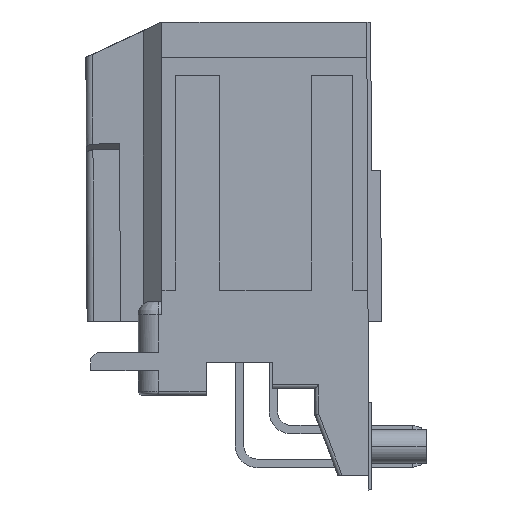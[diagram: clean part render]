
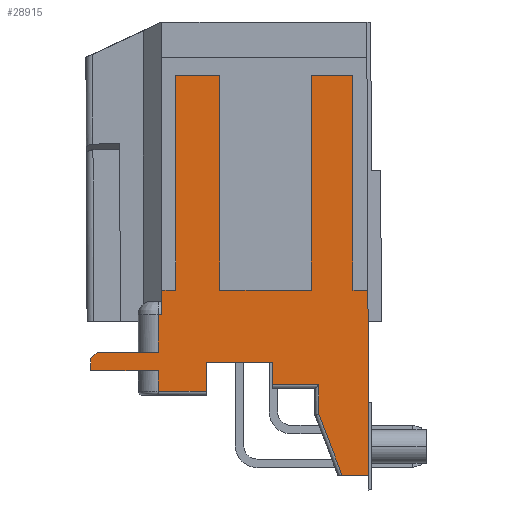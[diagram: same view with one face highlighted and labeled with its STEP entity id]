
A CAD part, left-side view. The second image highlights one B-rep face of the part: STEP entity #28915.
In plain terms, the highlighted planar face has unit normal (-1, 0, 0).
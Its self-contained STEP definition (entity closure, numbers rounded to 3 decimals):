
#3012=DIRECTION('',(0.,-1.,0.));
#3013=VECTOR('',#3012,0.276);
#3014=CARTESIAN_POINT('',(-90.055,48.736,
-20.1));
#3015=LINE('',#3014,#3013);
#3032=DIRECTION('',(0.,0.,1.));
#3033=VECTOR('',#3032,1.855);
#3034=CARTESIAN_POINT('',(-90.055,48.46,
-20.1));
#3035=LINE('',#3034,#3033);
#4058=DIRECTION('',(0.,1.,0.));
#4059=VECTOR('',#4058,1.958);
#4060=CARTESIAN_POINT('',(-90.055,32.954,-32.15));
#4061=LINE('',#4060,#4059);
#6227=DIRECTION('',(0.,1.,0.));
#6228=VECTOR('',#6227,5.099);
#6229=CARTESIAN_POINT('',(-90.055,48.717,-24.3));
#6230=LINE('',#6229,#6228);
#6323=DIRECTION('',(0.,1.,0.));
#6324=VECTOR('',#6323,3.591);
#6325=CARTESIAN_POINT('',(-90.055,45.121,
-25.85));
#6326=LINE('',#6325,#6324);
#6341=DIRECTION('',(0.,0.003,1.));
#6342=VECTOR('',#6341,1.55);
#6343=CARTESIAN_POINT('',(-90.055,48.712,
-25.85));
#6344=LINE('',#6343,#6342);
#6355=DIRECTION('',(0.,0.706,-0.709));
#6356=VECTOR('',#6355,0.705);
#6357=CARTESIAN_POINT('',(-90.055,53.321,-22.9));
#6358=LINE('',#6357,#6356);
#6359=DIRECTION('',(0.,1.,0.));
#6360=VECTOR('',#6359,4.597);
#6361=CARTESIAN_POINT('',(-90.055,48.724,-22.9));
#6362=LINE('',#6361,#6360);
#6363=DIRECTION('',(0.,-0.004,-1.));
#6364=VECTOR('',#6363,2.8);
#6365=CARTESIAN_POINT('',(-90.055,48.736,
-20.1));
#6366=LINE('',#6365,#6364);
#6367=DIRECTION('',(0.,1.,0.));
#6368=VECTOR('',#6367,1.03);
#6369=CARTESIAN_POINT('',(-90.055,47.43,
-18.245));
#6370=LINE('',#6369,#6368);
#6371=DIRECTION('',(0.,1.,0.));
#6372=VECTOR('',#6371,6.864);
#6373=CARTESIAN_POINT('',(-90.055,37.233,
-18.245));
#6374=LINE('',#6373,#6372);
#6375=DIRECTION('',(0.,1.,0.));
#6376=VECTOR('',#6375,1.121);
#6377=CARTESIAN_POINT('',(-90.055,32.975,
-18.245));
#6378=LINE('',#6377,#6376);
#6379=DIRECTION('',(0.,0.004,1.));
#6380=VECTOR('',#6379,8.468);
#6381=CARTESIAN_POINT('',(-90.055,32.938,
-26.713));
#6382=LINE('',#6381,#6380);
#6383=DIRECTION('',(0.,-1.,0.));
#6384=VECTOR('',#6383,0.016);
#6385=CARTESIAN_POINT('',(-90.055,32.954,
-26.713));
#6386=LINE('',#6385,#6384);
#6387=DIRECTION('',(0.,0.,1.));
#6388=VECTOR('',#6387,5.437);
#6389=CARTESIAN_POINT('',(-90.055,32.954,-32.15));
#6390=LINE('',#6389,#6388);
#6391=DIRECTION('',(0.,-0.357,-0.934));
#6392=VECTOR('',#6391,4.877);
#6393=CARTESIAN_POINT('',(-90.055,36.653,
-27.594));
#6394=LINE('',#6393,#6392);
#6395=DIRECTION('',(0.,-0.004,-1.));
#6396=VECTOR('',#6395,1.7);
#6397=CARTESIAN_POINT('',(-90.055,40.128,-23.65));
#6398=LINE('',#6397,#6396);
#6399=DIRECTION('',(0.,-0.004,1.));
#6400=VECTOR('',#6399,2.2);
#6401=CARTESIAN_POINT('',(-90.055,45.121,
-25.85));
#6402=LINE('',#6401,#6400);
#6407=DIRECTION('',(0.,0.003,1.));
#6408=VECTOR('',#6407,0.901);
#6409=CARTESIAN_POINT('',(-90.055,53.815,-24.3));
#6410=LINE('',#6409,#6408);
#6533=DIRECTION('',(0.,0.,-1.));
#6534=VECTOR('',#6533,16.15);
#6535=CARTESIAN_POINT('',(-90.055,44.097,
-2.096));
#6536=LINE('',#6535,#6534);
#6553=DIRECTION('',(0.,0.,1.));
#6554=VECTOR('',#6553,16.15);
#6555=CARTESIAN_POINT('',(-90.055,37.233,
-18.245));
#6556=LINE('',#6555,#6554);
#6557=DIRECTION('',(0.,-1.,0.));
#6558=VECTOR('',#6557,3.136);
#6559=CARTESIAN_POINT('',(-90.055,37.233,
-2.096));
#6560=LINE('',#6559,#6558);
#6565=DIRECTION('',(0.,0.,-1.));
#6566=VECTOR('',#6565,16.15);
#6567=CARTESIAN_POINT('',(-90.055,34.097,
-2.096));
#6568=LINE('',#6567,#6566);
#6581=DIRECTION('',(0.,-1.,0.));
#6582=VECTOR('',#6581,3.333);
#6583=CARTESIAN_POINT('',(-90.055,47.43,
-2.096));
#6584=LINE('',#6583,#6582);
#6589=DIRECTION('',(0.,0.,1.));
#6590=VECTOR('',#6589,16.15);
#6591=CARTESIAN_POINT('',(-90.055,47.43,
-18.245));
#6592=LINE('',#6591,#6590);
#6771=CARTESIAN_POINT('',(-90.055,34.912,-32.15));
#6795=DIRECTION('',(0.,0.004,1.));
#6796=VECTOR('',#6795,2.244);
#6797=CARTESIAN_POINT('',(-90.055,36.653,
-27.594));
#6798=LINE('',#6797,#6796);
#6812=DIRECTION('',(0.,1.,0.));
#6813=VECTOR('',#6812,3.458);
#6814=CARTESIAN_POINT('',(-90.055,36.663,-25.35));
#6815=LINE('',#6814,#6813);
#6861=DIRECTION('',(0.,1.,0.));
#6862=VECTOR('',#6861,4.983);
#6863=CARTESIAN_POINT('',(-90.055,40.128,-23.65));
#6864=LINE('',#6863,#6862);
#6875=CARTESIAN_POINT('',(-90.055,45.121,
-25.85));
#17524=VERTEX_POINT('',#6771);
#17525=CARTESIAN_POINT('',(-90.055,36.653,
-27.594));
#17526=VERTEX_POINT('',#17525);
#17569=CARTESIAN_POINT('',(-90.055,36.663,-25.35));
#17570=VERTEX_POINT('',#17569);
#18032=CARTESIAN_POINT('',(-90.055,32.975,
-18.245));
#18033=VERTEX_POINT('',#18032);
#18034=CARTESIAN_POINT('',(-90.055,32.938,
-26.713));
#18035=VERTEX_POINT('',#18034);
#19205=CARTESIAN_POINT('',(-90.055,48.736,
-20.1));
#19206=VERTEX_POINT('',#19205);
#19207=CARTESIAN_POINT('',(-90.055,48.46,
-20.1));
#19208=VERTEX_POINT('',#19207);
#19210=CARTESIAN_POINT('',(-90.055,48.711,
-25.85));
#19212=VERTEX_POINT('',#19210);
#19215=VERTEX_POINT('',#6875);
#19566=CARTESIAN_POINT('',(-90.055,48.46,
-18.245));
#19567=VERTEX_POINT('',#19566);
#19574=CARTESIAN_POINT('',(-90.055,48.717,-24.3));
#19575=CARTESIAN_POINT('',(-90.055,53.815,-24.3));
#19576=VERTEX_POINT('',#19574);
#19577=VERTEX_POINT('',#19575);
#19578=CARTESIAN_POINT('',(-90.055,45.111,-23.65));
#19579=VERTEX_POINT('',#19578);
#19580=CARTESIAN_POINT('',(-90.055,40.128,-23.65));
#19581=VERTEX_POINT('',#19580);
#19582=CARTESIAN_POINT('',(-90.055,40.121,-25.35));
#19583=VERTEX_POINT('',#19582);
#19584=CARTESIAN_POINT('',(-90.055,32.954,-32.15));
#19585=VERTEX_POINT('',#19584);
#19586=CARTESIAN_POINT('',(-90.055,32.954,
-26.713));
#19587=VERTEX_POINT('',#19586);
#19588=CARTESIAN_POINT('',(-90.055,34.097,
-18.245));
#19589=VERTEX_POINT('',#19588);
#19590=CARTESIAN_POINT('',(-90.055,34.097,
-2.096));
#19591=VERTEX_POINT('',#19590);
#19592=CARTESIAN_POINT('',(-90.055,37.233,
-2.096));
#19593=VERTEX_POINT('',#19592);
#19594=CARTESIAN_POINT('',(-90.055,37.233,
-18.245));
#19595=VERTEX_POINT('',#19594);
#19596=CARTESIAN_POINT('',(-90.055,44.097,
-18.245));
#19597=VERTEX_POINT('',#19596);
#19598=CARTESIAN_POINT('',(-90.055,44.097,
-2.096));
#19599=VERTEX_POINT('',#19598);
#19600=CARTESIAN_POINT('',(-90.055,47.43,
-2.096));
#19601=VERTEX_POINT('',#19600);
#19602=CARTESIAN_POINT('',(-90.055,47.43,
-18.245));
#19603=VERTEX_POINT('',#19602);
#19604=CARTESIAN_POINT('',(-90.055,48.724,-22.9));
#19605=VERTEX_POINT('',#19604);
#19606=CARTESIAN_POINT('',(-90.055,53.321,-22.9));
#19607=VERTEX_POINT('',#19606);
#19608=CARTESIAN_POINT('',(-90.055,53.818,
-23.399));
#19609=VERTEX_POINT('',#19608);
#28860=CARTESIAN_POINT('',(-90.055,54.341,
-1.344));
#28861=DIRECTION('',(-1.,0.,0.));
#28862=DIRECTION('',(0.,0.,-1.));
#28863=AXIS2_PLACEMENT_3D('',#28860,#28861,#28862);
#28864=PLANE('',#28863);
#28865=ORIENTED_EDGE('',*,*,#28691,.T.);
#28867=ORIENTED_EDGE('',*,*,#28866,.T.);
#28869=ORIENTED_EDGE('',*,*,#28868,.F.);
#28871=ORIENTED_EDGE('',*,*,#28870,.F.);
#28873=ORIENTED_EDGE('',*,*,#28872,.F.);
#28874=ORIENTED_EDGE('',*,*,#25879,.T.);
#28875=ORIENTED_EDGE('',*,*,#25902,.T.);
#28877=ORIENTED_EDGE('',*,*,#28876,.F.);
#28879=ORIENTED_EDGE('',*,*,#28878,.T.);
#28881=ORIENTED_EDGE('',*,*,#28880,.T.);
#28883=ORIENTED_EDGE('',*,*,#28882,.T.);
#28885=ORIENTED_EDGE('',*,*,#28884,.F.);
#28887=ORIENTED_EDGE('',*,*,#28886,.T.);
#28889=ORIENTED_EDGE('',*,*,#28888,.T.);
#28891=ORIENTED_EDGE('',*,*,#28890,.T.);
#28893=ORIENTED_EDGE('',*,*,#28892,.F.);
#28894=ORIENTED_EDGE('',*,*,#25937,.F.);
#28896=ORIENTED_EDGE('',*,*,#28895,.F.);
#28897=ORIENTED_EDGE('',*,*,#26704,.F.);
#28898=ORIENTED_EDGE('',*,*,#26950,.T.);
#28900=ORIENTED_EDGE('',*,*,#28899,.F.);
#28902=ORIENTED_EDGE('',*,*,#28901,.T.);
#28904=ORIENTED_EDGE('',*,*,#28903,.T.);
#28906=ORIENTED_EDGE('',*,*,#28905,.F.);
#28908=ORIENTED_EDGE('',*,*,#28907,.T.);
#28910=ORIENTED_EDGE('',*,*,#28909,.F.);
#28911=ORIENTED_EDGE('',*,*,#28805,.T.);
#28912=ORIENTED_EDGE('',*,*,#28852,.T.);
#28913=EDGE_LOOP('',(#28865,#28867,#28869,#28871,#28873,#28874,#28875,#28877,
#28879,#28881,#28883,#28885,#28887,#28889,#28891,#28893,#28894,#28896,#28897,
#28898,#28900,#28902,#28904,#28906,#28908,#28910,#28911,#28912));
#28914=FACE_OUTER_BOUND('',#28913,.F.);
#28915=ADVANCED_FACE('',(#28914),#28864,.T.);
#25879=EDGE_CURVE('',#19206,#19208,#3015,.T.);
#25902=EDGE_CURVE('',#19208,#19567,#3035,.T.);
#25937=EDGE_CURVE('',#18035,#18033,#6382,.T.);
#26704=EDGE_CURVE('',#19585,#19587,#6390,.T.);
#26950=EDGE_CURVE('',#19585,#17524,#4061,.T.);
#28691=EDGE_CURVE('',#19576,#19577,#6230,.T.);
#28805=EDGE_CURVE('',#19215,#19212,#6326,.T.);
#28852=EDGE_CURVE('',#19212,#19576,#6344,.T.);
#28866=EDGE_CURVE('',#19577,#19609,#6410,.T.);
#28868=EDGE_CURVE('',#19607,#19609,#6358,.T.);
#28870=EDGE_CURVE('',#19605,#19607,#6362,.T.);
#28872=EDGE_CURVE('',#19206,#19605,#6366,.T.);
#28876=EDGE_CURVE('',#19603,#19567,#6370,.T.);
#28878=EDGE_CURVE('',#19603,#19601,#6592,.T.);
#28880=EDGE_CURVE('',#19601,#19599,#6584,.T.);
#28882=EDGE_CURVE('',#19599,#19597,#6536,.T.);
#28884=EDGE_CURVE('',#19595,#19597,#6374,.T.);
#28886=EDGE_CURVE('',#19595,#19593,#6556,.T.);
#28888=EDGE_CURVE('',#19593,#19591,#6560,.T.);
#28890=EDGE_CURVE('',#19591,#19589,#6568,.T.);
#28892=EDGE_CURVE('',#18033,#19589,#6378,.T.);
#28895=EDGE_CURVE('',#19587,#18035,#6386,.T.);
#28899=EDGE_CURVE('',#17526,#17524,#6394,.T.);
#28901=EDGE_CURVE('',#17526,#17570,#6798,.T.);
#28903=EDGE_CURVE('',#17570,#19583,#6815,.T.);
#28905=EDGE_CURVE('',#19581,#19583,#6398,.T.);
#28907=EDGE_CURVE('',#19581,#19579,#6864,.T.);
#28909=EDGE_CURVE('',#19215,#19579,#6402,.T.);
